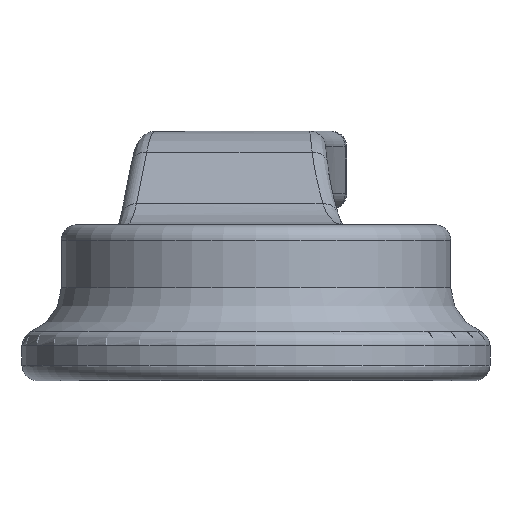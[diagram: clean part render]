
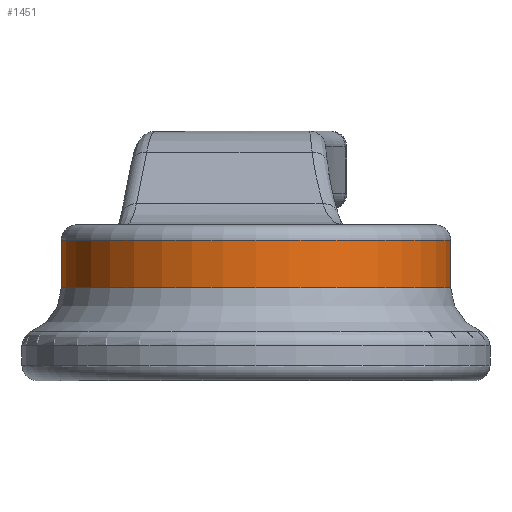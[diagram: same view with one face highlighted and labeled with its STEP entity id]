
A CAD part, left-side view. The second image highlights one B-rep face of the part: STEP entity #1451.
In plain terms, the highlighted cylindrical face has radius 12.5 mm (diameter 25 mm), a partial arc.
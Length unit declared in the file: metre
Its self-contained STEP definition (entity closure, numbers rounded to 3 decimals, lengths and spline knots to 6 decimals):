
#91=CYLINDRICAL_SURFACE('',#1586,0.0125);
#149=LINE('',#2381,#219);
#150=LINE('',#2386,#220);
#219=VECTOR('',#1858,1.);
#220=VECTOR('',#1861,1.);
#314=ORIENTED_EDGE('',*,*,#764,.F.);
#315=ORIENTED_EDGE('',*,*,#765,.T.);
#316=ORIENTED_EDGE('',*,*,#766,.T.);
#317=ORIENTED_EDGE('',*,*,#767,.T.);
#764=EDGE_CURVE('',#987,#988,#149,.T.);
#765=EDGE_CURVE('',#987,#989,#1102,.T.);
#766=EDGE_CURVE('',#989,#990,#150,.T.);
#767=EDGE_CURVE('',#990,#988,#1103,.F.);
#987=VERTEX_POINT('',#2382);
#988=VERTEX_POINT('',#2383);
#989=VERTEX_POINT('',#2385);
#990=VERTEX_POINT('',#2387);
#1102=CIRCLE('',#1587,0.0125);
#1103=CIRCLE('',#1588,0.0125);
#1217=EDGE_LOOP('',(#314,#315,#316,#317));
#1328=FACE_BOUND('',#1217,.T.);
#1451=ADVANCED_FACE('',(#1328),#91,.T.);
#1586=AXIS2_PLACEMENT_3D('',#2380,#1856,#1857);
#1587=AXIS2_PLACEMENT_3D('',#2384,#1859,#1860);
#1588=AXIS2_PLACEMENT_3D('',#2388,#1862,#1863);
#1856=DIRECTION('',(0.,0.,-1.));
#1857=DIRECTION('',(-1.,0.,0.));
#1858=DIRECTION('',(0.,0.,-1.));
#1859=DIRECTION('',(0.,0.,-1.));
#1860=DIRECTION('',(-1.,0.,0.));
#1861=DIRECTION('',(0.,0.,-1.));
#1862=DIRECTION('',(0.,0.,-1.));
#1863=DIRECTION('',(-1.,0.,0.));
#2380=CARTESIAN_POINT('',(0.,0.,0.016));
#2381=CARTESIAN_POINT('',(0.001425,-0.012418,0.016));
#2382=CARTESIAN_POINT('',(0.001425,-0.012418,0.009));
#2383=CARTESIAN_POINT('',(0.001425,-0.012418,0.005958));
#2384=CARTESIAN_POINT('',(0.,0.,0.009));
#2385=CARTESIAN_POINT('',(0.001425,0.012418,0.009));
#2386=CARTESIAN_POINT('',(0.001425,0.012418,0.016));
#2387=CARTESIAN_POINT('',(0.001425,0.012418,0.005958));
#2388=CARTESIAN_POINT('',(0.,0.,0.005958));
